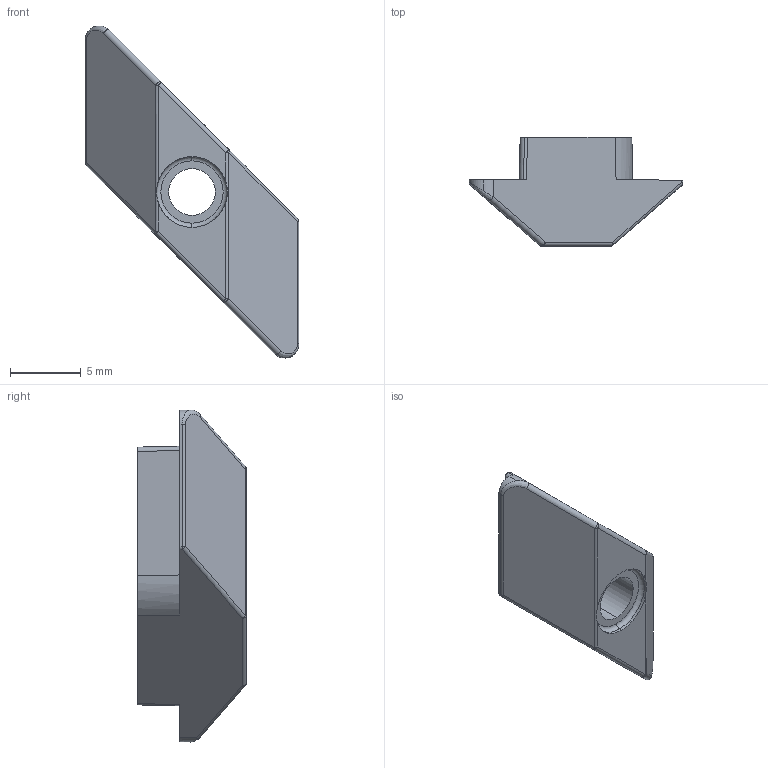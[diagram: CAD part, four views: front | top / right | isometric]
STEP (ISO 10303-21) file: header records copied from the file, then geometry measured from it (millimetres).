
FILE_DESCRIPTION (( 'STEP AP214' ), '1' );
FILE_NAME ('096r080430z.STEP', '2014-08-19T06:02:44', ( '' ), ( '' ), 'SwSTEP 2.0', 'SolidWorks 2014', '' );
FILE_SCHEMA (( 'AUTOMOTIVE_DESIGN' ));
Length unit declared in the file: millimetre
Products named in the file (1): 096r080430z
Bounding box: 15.12 x 7.7 x 23.47 mm (x, y, z)
Volume: 734 mm3; surface area: 692.2 mm2
Topology: 1 solids, 1 shells, 50 faces, 122 edges, 70 vertices
Faces by surface type: cylinder 24, plane 14, sphere 6, cone 2, torus 2, bspline 2
Entity records: 1541 total; most frequent: CARTESIAN_POINT 360, DIRECTION 242, ORIENTED_EDGE 236, EDGE_CURVE 118, AXIS2_PLACEMENT_3D 92, VERTEX_POINT 70, LINE 58, VECTOR 58
